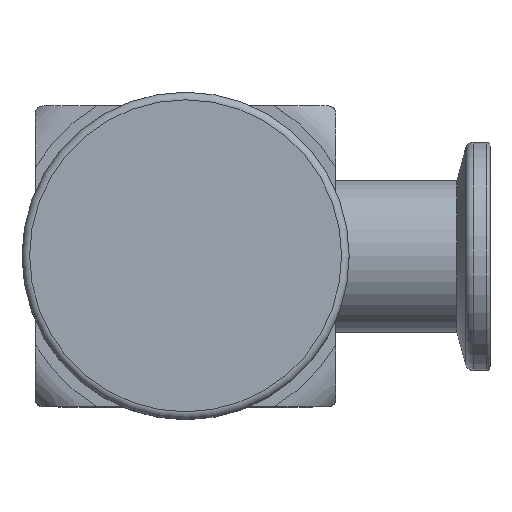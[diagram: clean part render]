
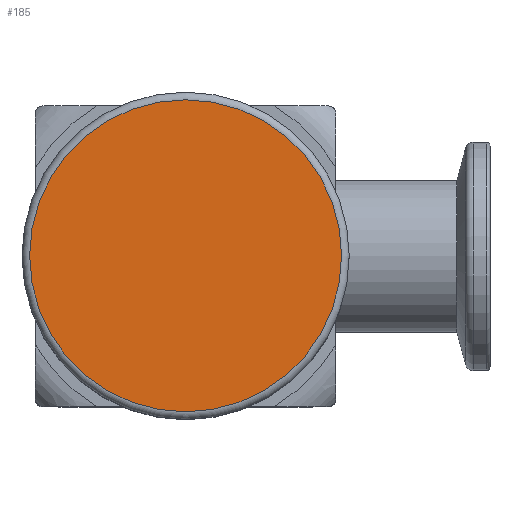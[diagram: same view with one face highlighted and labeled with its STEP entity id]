
A CAD part, top view. The second image highlights one B-rep face of the part: STEP entity #185.
In plain terms, the highlighted planar face has unit normal (0, 0, 1).
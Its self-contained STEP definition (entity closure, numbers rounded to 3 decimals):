
#185 = ADVANCED_FACE( '', ( #362 ), #363, .T. );
#362 = FACE_OUTER_BOUND( '', #546, .T. );
#363 = PLANE( '', #547 );
#546 = EDGE_LOOP( '', ( #812 ) );
#547 = AXIS2_PLACEMENT_3D( '', #813, #814, #815 );
#812 = ORIENTED_EDGE( '', *, *, #1056, .T. );
#813 = CARTESIAN_POINT( '', ( -21.5, 0., 31. ) );
#814 = DIRECTION( '', ( 0., 0., 1. ) );
#815 = DIRECTION( '', ( 1., 0., 0. ) );
#1056 = EDGE_CURVE( '', #1230, #1230, #1231, .T. );
#1230 = VERTEX_POINT( '', #1680 );
#1231 = CIRCLE( '', #1681, 20.5 );
#1680 = CARTESIAN_POINT( '', ( 20.5, 0., 31. ) );
#1681 = AXIS2_PLACEMENT_3D( '', #1896, #1897, #1898 );
#1896 = CARTESIAN_POINT( '', ( 0., 0., 31. ) );
#1897 = DIRECTION( '', ( 0., 0., 1. ) );
#1898 = DIRECTION( '', ( 1., 0., 0. ) );
